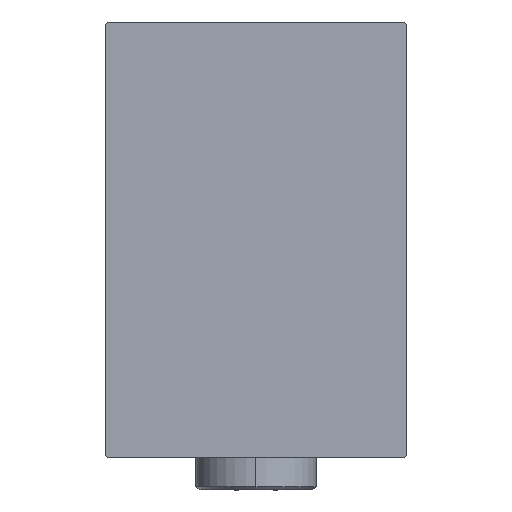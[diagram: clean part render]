
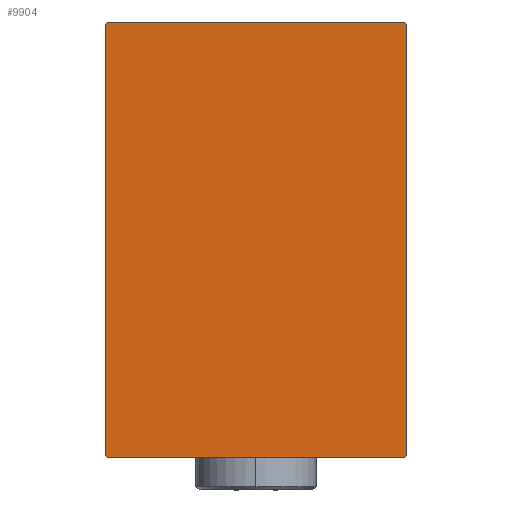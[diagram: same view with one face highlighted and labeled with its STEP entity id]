
A CAD part, left-side view. The second image highlights one B-rep face of the part: STEP entity #9904.
In plain terms, the highlighted face is planar.
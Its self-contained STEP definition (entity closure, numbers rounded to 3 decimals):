
#105 = EDGE_LOOP ( 'NONE', ( #40822, #21552, #33130, #6252, #6726, #11280, #23983, #24200 ) ) ;
#1458 = CARTESIAN_POINT ( 'NONE',  ( 130., 27.35, 27.35 ) ) ;
#1894 = CARTESIAN_POINT ( 'NONE',  ( 130., -27.35, 27.35 ) ) ;
#3718 = DIRECTION ( 'NONE',  ( 0., 0., -1. ) ) ;
#6252 = ORIENTED_EDGE ( 'NONE', *, *, #7435, .T. ) ;
#6726 = ORIENTED_EDGE ( 'NONE', *, *, #29962, .T. ) ;
#6737 = EDGE_CURVE ( 'NONE', #24883, #34307, #36350, .T. ) ;
#7094 = LINE ( 'NONE', #38071, #34304 ) ;
#7435 = EDGE_CURVE ( 'NONE', #34307, #24078, #22766, .T. ) ;
#8964 = CARTESIAN_POINT ( 'NONE',  ( 130., 22.5, -32.5 ) ) ;
#8981 = LINE ( 'NONE', #13201, #33424 ) ;
#9084 = VERTEX_POINT ( 'NONE', #26037 ) ;
#9778 = CARTESIAN_POINT ( 'NONE',  ( 130., 22.5, 32.2 ) ) ;
#9904 = ADVANCED_FACE ( 'NONE', ( #37192 ), #33620, .T. ) ;
#10590 = CARTESIAN_POINT ( 'NONE',  ( 130., 22.5, -32.2 ) ) ;
#11280 = ORIENTED_EDGE ( 'NONE', *, *, #33694, .T. ) ;
#11993 = LINE ( 'NONE', #1894, #18436 ) ;
#12170 = DIRECTION ( 'NONE',  ( 0., 1., 0. ) ) ;
#13201 = CARTESIAN_POINT ( 'NONE',  ( 130., 22.5, 32.5 ) ) ;
#13550 = CARTESIAN_POINT ( 'NONE',  ( 130., -27.35, -27.35 ) ) ;
#15542 = VECTOR ( 'NONE', #18495, 1000. ) ;
#18062 = CARTESIAN_POINT ( 'NONE',  ( 130., -22.2, -32.5 ) ) ;
#18436 = VECTOR ( 'NONE', #25686, 1000. ) ;
#18495 = DIRECTION ( 'NONE',  ( 0., -0.707, 0.707 ) ) ;
#20027 = CARTESIAN_POINT ( 'NONE',  ( 130., -22.2, 32.5 ) ) ;
#20152 = DIRECTION ( 'NONE',  ( 0., -1., 0. ) ) ;
#20203 = VERTEX_POINT ( 'NONE', #21483 ) ;
#20325 = DIRECTION ( 'NONE',  ( 0., 0., -1. ) ) ;
#20911 = VERTEX_POINT ( 'NONE', #40009 ) ;
#21445 = LINE ( 'NONE', #24380, #31336 ) ;
#21483 = CARTESIAN_POINT ( 'NONE',  ( 130., 22.2, -32.5 ) ) ;
#21552 = ORIENTED_EDGE ( 'NONE', *, *, #31917, .T. ) ;
#22766 = LINE ( 'NONE', #1458, #15542 ) ;
#23600 = EDGE_CURVE ( 'NONE', #20911, #31059, #27467, .T. ) ;
#23983 = ORIENTED_EDGE ( 'NONE', *, *, #35866, .T. ) ;
#24078 = VERTEX_POINT ( 'NONE', #33621 ) ;
#24200 = ORIENTED_EDGE ( 'NONE', *, *, #23600, .T. ) ;
#24380 = CARTESIAN_POINT ( 'NONE',  ( 130., 27.35, -27.35 ) ) ;
#24883 = VERTEX_POINT ( 'NONE', #10590 ) ;
#25686 = DIRECTION ( 'NONE',  ( 0., -0.707, -0.707 ) ) ;
#26037 = CARTESIAN_POINT ( 'NONE',  ( 130., -22.5, 32.2 ) ) ;
#26969 = VECTOR ( 'NONE', #36571, 1000. ) ;
#27254 = DIRECTION ( 'NONE',  ( 0., 0.707, -0.707 ) ) ;
#27467 = LINE ( 'NONE', #13550, #41965 ) ;
#29962 = EDGE_CURVE ( 'NONE', #24078, #34503, #8981, .T. ) ;
#31059 = VERTEX_POINT ( 'NONE', #18062 ) ;
#31336 = VECTOR ( 'NONE', #35158, 1000. ) ;
#31917 = EDGE_CURVE ( 'NONE', #20203, #24883, #21445, .T. ) ;
#32598 = LINE ( 'NONE', #35504, #39491 ) ;
#33130 = ORIENTED_EDGE ( 'NONE', *, *, #6737, .T. ) ;
#33424 = VECTOR ( 'NONE', #20152, 1000. ) ;
#33620 = PLANE ( 'NONE',  #43556 ) ;
#33621 = CARTESIAN_POINT ( 'NONE',  ( 130., 22.2, 32.5 ) ) ;
#33694 = EDGE_CURVE ( 'NONE', #34503, #9084, #11993, .T. ) ;
#34304 = VECTOR ( 'NONE', #3718, 1000. ) ;
#34307 = VERTEX_POINT ( 'NONE', #9778 ) ;
#34503 = VERTEX_POINT ( 'NONE', #20027 ) ;
#35158 = DIRECTION ( 'NONE',  ( 0., 0.707, 0.707 ) ) ;
#35504 = CARTESIAN_POINT ( 'NONE',  ( 130., -22.5, -32.5 ) ) ;
#35866 = EDGE_CURVE ( 'NONE', #9084, #20911, #7094, .T. ) ;
#36350 = LINE ( 'NONE', #8964, #26969 ) ;
#36571 = DIRECTION ( 'NONE',  ( 0., 0., 1. ) ) ;
#36973 = DIRECTION ( 'NONE',  ( 1., 0., 0. ) ) ;
#37192 = FACE_OUTER_BOUND ( 'NONE', #105, .T. ) ;
#38071 = CARTESIAN_POINT ( 'NONE',  ( 130., -22.5, 32.5 ) ) ;
#39491 = VECTOR ( 'NONE', #12170, 1000. ) ;
#40009 = CARTESIAN_POINT ( 'NONE',  ( 130., -22.5, -32.2 ) ) ;
#40550 = CARTESIAN_POINT ( 'NONE',  ( 130., 0., 0. ) ) ;
#40822 = ORIENTED_EDGE ( 'NONE', *, *, #42001, .T. ) ;
#41965 = VECTOR ( 'NONE', #27254, 1000. ) ;
#42001 = EDGE_CURVE ( 'NONE', #31059, #20203, #32598, .T. ) ;
#43556 = AXIS2_PLACEMENT_3D ( 'NONE', #40550, #36973, #20325 ) ;
